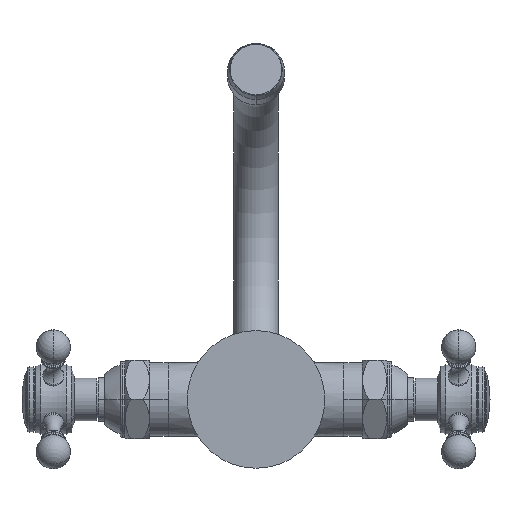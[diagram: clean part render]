
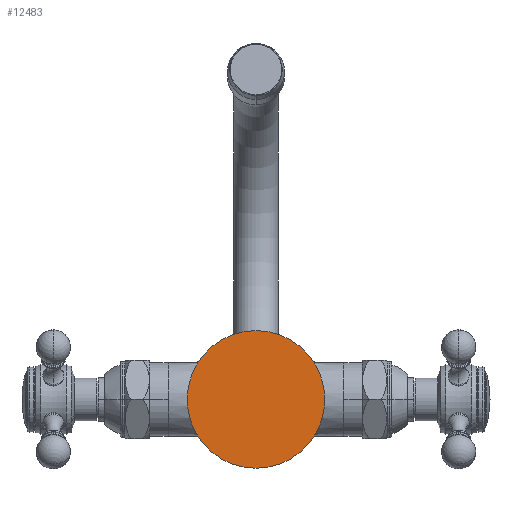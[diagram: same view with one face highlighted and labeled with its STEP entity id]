
A CAD part, front view. The second image highlights one B-rep face of the part: STEP entity #12483.
In plain terms, the highlighted planar face has unit normal (0, -1, 0).
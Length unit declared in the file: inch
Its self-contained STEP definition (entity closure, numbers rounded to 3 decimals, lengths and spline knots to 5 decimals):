
#160=CARTESIAN_POINT('',(0.,0.,0.));
#161=DIRECTION('',(0.,1.,0.));
#162=DIRECTION('',(0.,0.,-1.));
#163=AXIS2_PLACEMENT_3D('',#160,#161,#162);
#169=CARTESIAN_POINT('',(0.,0.,0.));
#170=DIRECTION('',(0.,-1.,0.));
#171=DIRECTION('',(0.,0.,-1.));
#172=AXIS2_PLACEMENT_3D('',#169,#170,#171);
#11531=CARTESIAN_POINT('',(0.,0.,1.1));
#11533=VERTEX_POINT('',#11531);
#11535=CARTESIAN_POINT('',(0.,0.,-1.1));
#11537=VERTEX_POINT('',#11535);
#12472=CARTESIAN_POINT('',(0.,0.,0.));
#12473=DIRECTION('',(0.,-1.,0.));
#12474=DIRECTION('',(1.,0.,0.));
#12475=AXIS2_PLACEMENT_3D('',#12472,#12473,#12474);
#12476=PLANE('',#12475);
#12478=ORIENTED_EDGE('',*,*,#12477,.T.);
#12480=ORIENTED_EDGE('',*,*,#12479,.F.);
#12481=EDGE_LOOP('',(#12478,#12480));
#12482=FACE_OUTER_BOUND('',#12481,.F.);
#164=CIRCLE('',#163,1.1);
#173=CIRCLE('',#172,1.1);
#12477=EDGE_CURVE('',#11537,#11533,#164,.T.);
#12479=EDGE_CURVE('',#11537,#11533,#173,.T.);
#12483=ADVANCED_FACE('',(#12482),#12476,.T.);
